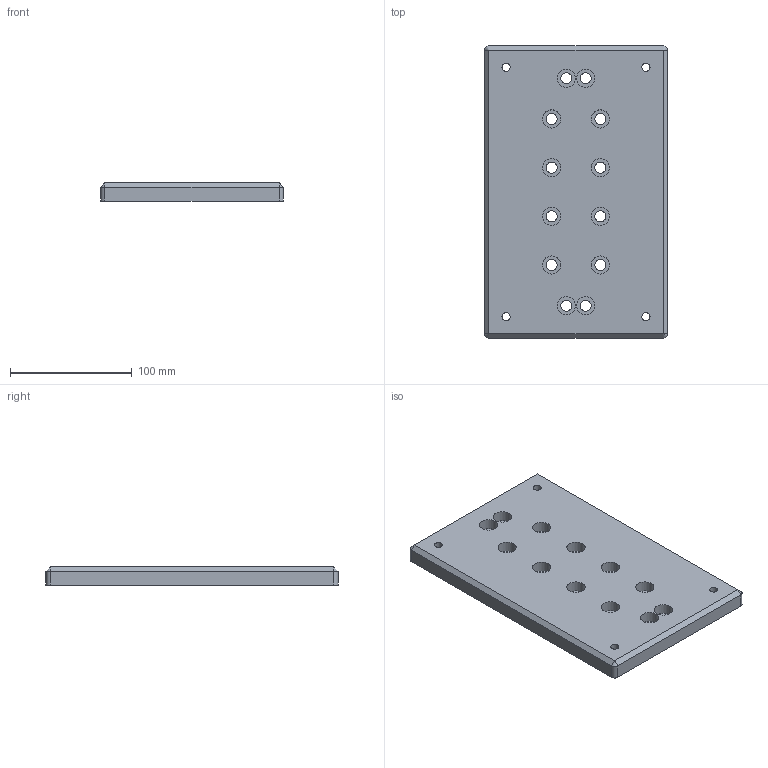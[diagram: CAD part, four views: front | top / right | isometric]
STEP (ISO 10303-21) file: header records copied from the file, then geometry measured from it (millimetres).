
FILE_DESCRIPTION((''),'2;1');
FILE_NAME('SL0204S.ipt.step','2007-09-10T15:13:31',(''),(''),'Autodesk Inventor 11','Autodesk Inventor 11','');
FILE_SCHEMA(('AUTOMOTIVE_DESIGN { 1 0 10303 214 1 1 1 1 }'));
Length unit declared in the file: millimetre
Products named in the file (1): SL0204S
Bounding box: 150 x 240 x 15 mm (x, y, z)
Volume: 509403.1 mm3; surface area: 88557.6 mm2
Topology: 1 solids, 1 shells, 58 faces, 128 edges, 80 vertices
Faces by surface type: bspline 40, plane 10, cone 4, cylinder 4
Entity records: 1863 total; most frequent: CARTESIAN_POINT 739, DIRECTION 194, ORIENTED_EDGE 184, EDGE_LOOP 130, EDGE_CURVE 92, AXIS2_PLACEMENT_3D 83, VERTEX_POINT 76, FACE_BOUND 72
